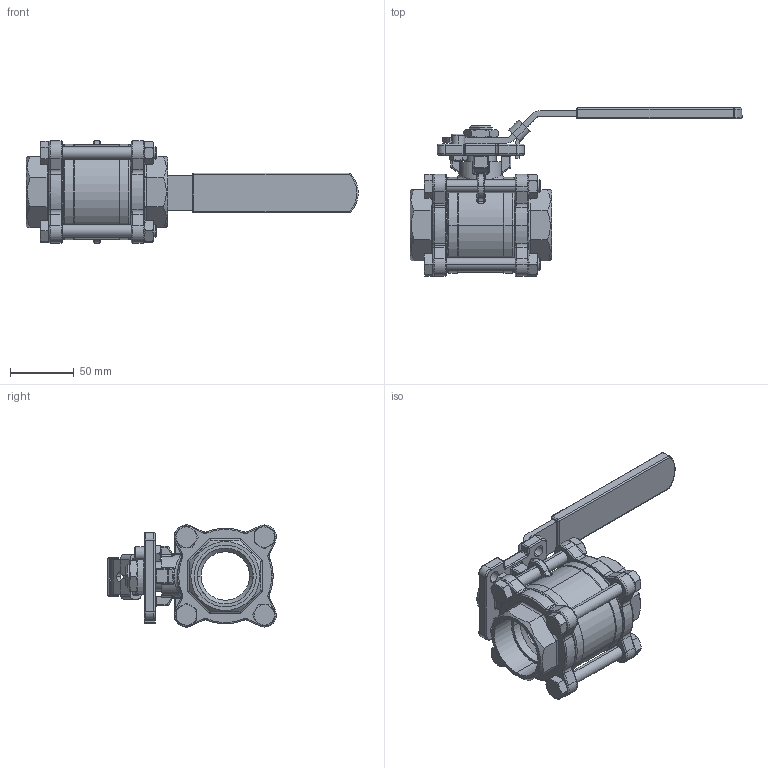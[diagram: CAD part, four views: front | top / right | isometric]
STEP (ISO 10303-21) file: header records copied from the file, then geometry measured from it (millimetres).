
FILE_DESCRIPTION (( 'STEP AP214' ), '1' );
FILE_NAME ('DM4500-1.50inch-Npt Ends.STEP', '2019-11-05T19:04:44', ( '' ), ( '' ), 'SwSTEP 2.0', 'SolidWorks 2017', '' );
FILE_SCHEMA (( 'AUTOMOTIVE_DESIGN' ));
Length unit declared in the file: inch
Products named in the file (1): DM4500-1.50inch-Npt Ends
Bounding box: 260.42 x 132.3 x 80.09 mm (x, y, z)
Volume: 418811.1 mm3; surface area: 103079.8 mm2
Topology: 21 solids, 22 shells, 1181 faces, 2994 edges, 1849 vertices
Faces by surface type: plane 405, cylinder 325, bspline 297, cone 152, torus 2
Entity records: 59617 total; most frequent: CARTESIAN_POINT 20921, ORIENTED_EDGE 5932, DIRECTION 4932, EDGE_CURVE 2966, VERTEX_POINT 1849, AXIS2_PLACEMENT_3D 1810, VECTOR 1312, LINE 1312
